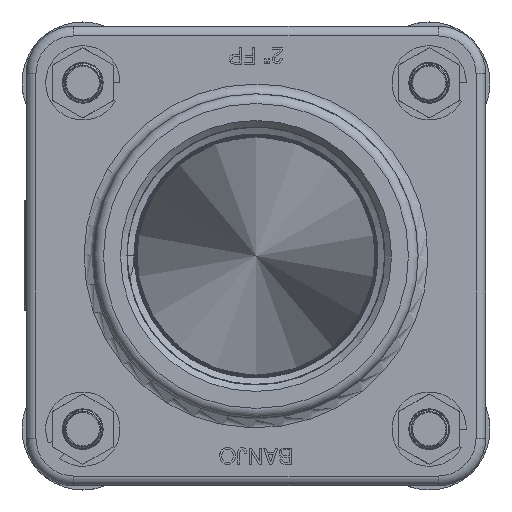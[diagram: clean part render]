
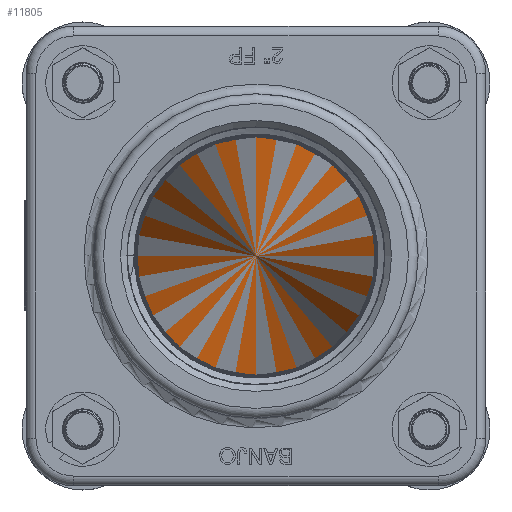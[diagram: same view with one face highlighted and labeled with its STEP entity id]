
A CAD part, front view. The second image highlights one B-rep face of the part: STEP entity #11805.
In plain terms, the highlighted conical face has half-angle 1.78 degrees and reference radius 29.728 mm.
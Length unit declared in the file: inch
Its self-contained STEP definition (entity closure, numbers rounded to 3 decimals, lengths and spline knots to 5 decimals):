
#342=B_SPLINE_CURVE_WITH_KNOTS('',3,(#17119,#17120,#17121,#17122,#17123,
#17124,#17125,#17126,#17127,#17128,#17129,#17130,#17131,#17132,#17133,#17134,
#17135,#17136,#17137,#17138,#17139,#17140,#17141,#17142,#17143,#17144,#17145,
#17146,#17147,#17148,#17149,#17150,#17151,#17152,#17153,#17154,#17155,#17156,
#17157,#17158,#17159,#17160,#17161),.UNSPECIFIED.,.F.,.F.,(4,3,3,3,3,3,
3,3,3,3,3,3,3,3,4),(-34.55752,-34.52309,-34.0299,
-33.53672,-33.04353,-32.55034,-32.05716,-31.56397,
-31.07078,-30.57759,-30.08441,-29.59122,
-29.09803,-28.60485,-28.27433),.UNSPECIFIED.);
#1155=CONICAL_SURFACE('',#12779,1.17041,0.031);
#1295=FACE_OUTER_BOUND('',#1999,.T.);
#1999=EDGE_LOOP('',(#8206,#8207,#8208));
#3245=LINE('',#17117,#4132);
#3246=LINE('',#17162,#4133);
#4132=VECTOR('',#14032,1.17041);
#4133=VECTOR('',#14033,1.17041);
#5027=VERTEX_POINT('',#17115);
#5028=VERTEX_POINT('',#17116);
#5029=VERTEX_POINT('',#17118);
#6266=EDGE_CURVE('',#5027,#5028,#3245,.T.);
#6267=EDGE_CURVE('',#5027,#5029,#342,.T.);
#6268=EDGE_CURVE('',#5029,#5028,#3246,.T.);
#8206=ORIENTED_EDGE('',*,*,#6266,.F.);
#8207=ORIENTED_EDGE('',*,*,#6267,.T.);
#8208=ORIENTED_EDGE('',*,*,#6268,.T.);
#11805=ADVANCED_FACE('',(#1295),#1155,.F.);
#12779=AXIS2_PLACEMENT_3D('',#17114,#14030,#14031);
#14030=DIRECTION('center_axis',(0.,1.,0.));
#14031=DIRECTION('ref_axis',(0.,0.,1.));
#14032=DIRECTION('',(0.,1.,-0.031));
#14033=DIRECTION('',(0.,-1.,0.031));
#17114=CARTESIAN_POINT('Origin',(0.,0.91,0.));
#17115=CARTESIAN_POINT('',(0.,0.84312,-1.16833));
#17116=CARTESIAN_POINT('',(0.,0.92174,-1.17077));
#17117=CARTESIAN_POINT('',(0.,0.91,-1.17041));
#17118=CARTESIAN_POINT('',(0.,0.93008,-1.17103));
#17119=CARTESIAN_POINT('Ctrl Pts',(-0.00001,0.84312,
-1.16841));
#17120=CARTESIAN_POINT('Ctrl Pts',(-0.01342,0.84328,
-1.16843));
#17121=CARTESIAN_POINT('Ctrl Pts',(-0.02682,0.84344,
-1.1682));
#17122=CARTESIAN_POINT('Ctrl Pts',(-0.04022,0.8436,
-1.16775));
#17123=CARTESIAN_POINT('Ctrl Pts',(-0.23213,0.84587,
-1.16121));
#17124=CARTESIAN_POINT('Ctrl Pts',(-0.42241,0.84815,
-1.10636));
#17125=CARTESIAN_POINT('Ctrl Pts',(-0.58839,0.85042,
-1.00973));
#17126=CARTESIAN_POINT('Ctrl Pts',(-0.75436,0.8527,
-0.91309));
#17127=CARTESIAN_POINT('Ctrl Pts',(-0.89603,0.85497,
-0.77467));
#17128=CARTESIAN_POINT('Ctrl Pts',(-0.99649,0.85725,
-0.61094));
#17129=CARTESIAN_POINT('Ctrl Pts',(-1.09695,0.85952,-0.44722));
#17130=CARTESIAN_POINT('Ctrl Pts',(-1.15621,0.8618,
-0.25819));
#17131=CARTESIAN_POINT('Ctrl Pts',(-1.16719,0.86407,
-0.06638));
#17132=CARTESIAN_POINT('Ctrl Pts',(-1.17817,0.86635,
0.12544));
#17133=CARTESIAN_POINT('Ctrl Pts',(-1.14087,0.86862,
0.32003));
#17134=CARTESIAN_POINT('Ctrl Pts',(-1.05971,0.8709,
0.49421));
#17135=CARTESIAN_POINT('Ctrl Pts',(-0.97856,0.87317,
0.6684));
#17136=CARTESIAN_POINT('Ctrl Pts',(-0.85355,0.87545,
0.82217));
#17137=CARTESIAN_POINT('Ctrl Pts',(-0.69957,0.87773,
0.93719));
#17138=CARTESIAN_POINT('Ctrl Pts',(-0.5456,0.88,
1.05222));
#17139=CARTESIAN_POINT('Ctrl Pts',(-0.36265,0.88228,
1.12849));
#17140=CARTESIAN_POINT('Ctrl Pts',(-0.17254,0.88455,
1.15692));
#17141=CARTESIAN_POINT('Ctrl Pts',(0.01758,0.88683,
1.18534));
#17142=CARTESIAN_POINT('Ctrl Pts',(0.21487,0.8891,
1.16591));
#17143=CARTESIAN_POINT('Ctrl Pts',(0.39582,0.89138,
1.10093));
#17144=CARTESIAN_POINT('Ctrl Pts',(0.57677,0.89365,
1.03595));
#17145=CARTESIAN_POINT('Ctrl Pts',(0.74139,0.89593,
0.92541));
#17146=CARTESIAN_POINT('Ctrl Pts',(0.87003,0.8982,
0.78248));
#17147=CARTESIAN_POINT('Ctrl Pts',(0.99867,0.90048,
0.63954));
#17148=CARTESIAN_POINT('Ctrl Pts',(1.09135,0.90275,0.46421));
#17149=CARTESIAN_POINT('Ctrl Pts',(1.13701,0.90503,0.27737));
#17150=CARTESIAN_POINT('Ctrl Pts',(1.18266,0.9073,0.09053));
#17151=CARTESIAN_POINT('Ctrl Pts',(1.18128,0.90958,-0.10781));
#17152=CARTESIAN_POINT('Ctrl Pts',(1.13303,0.91185,-0.29403));
#17153=CARTESIAN_POINT('Ctrl Pts',(1.08478,0.91413,-0.48025));
#17154=CARTESIAN_POINT('Ctrl Pts',(0.98964,0.9164,
-0.65435));
#17155=CARTESIAN_POINT('Ctrl Pts',(0.85896,0.91868,
-0.79555));
#17156=CARTESIAN_POINT('Ctrl Pts',(0.72827,0.92095,
-0.93676));
#17157=CARTESIAN_POINT('Ctrl Pts',(0.56202,0.92323,-1.04509));
#17158=CARTESIAN_POINT('Ctrl Pts',(0.38002,0.9255,
-1.10761));
#17159=CARTESIAN_POINT('Ctrl Pts',(0.25805,0.92703,-1.1495));
#17160=CARTESIAN_POINT('Ctrl Pts',(0.129,0.92855,
-1.17083));
#17161=CARTESIAN_POINT('Ctrl Pts',(-0.00002,0.93008,
-1.17098));
#17162=CARTESIAN_POINT('',(0.,0.91,-1.17041));
